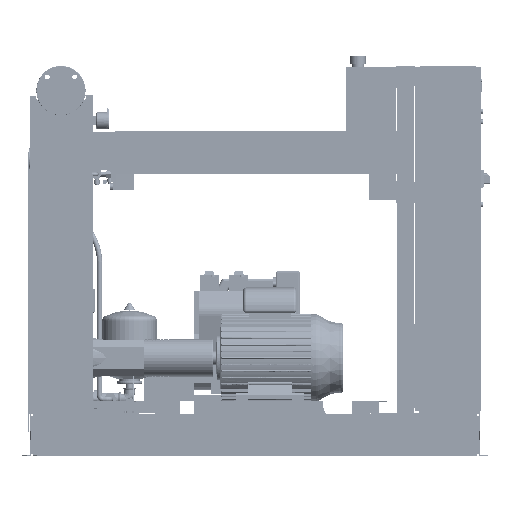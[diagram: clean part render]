
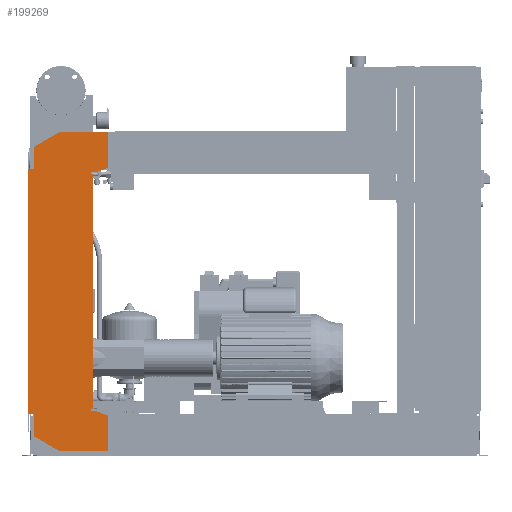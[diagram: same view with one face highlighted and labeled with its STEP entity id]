
A CAD part, front view. The second image highlights one B-rep face of the part: STEP entity #199269.
In plain terms, the highlighted free-form (B-spline) face has degree [1, 1] with [2, 2] control points.
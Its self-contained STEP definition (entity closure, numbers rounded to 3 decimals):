
#198754=CARTESIAN_POINT('',(-102.0,-565.5,1076.0));
#198755=VERTEX_POINT('',#198754);
#198762=CARTESIAN_POINT('',(-102.0,-565.5,1158.574));
#198763=VERTEX_POINT('',#198762);
#198764=CARTESIAN_POINT('',(-102.0,-565.5,1076.0));
#198765=DIRECTION('',(0.0,0.0,1.0));
#198766=VECTOR('',#198765,82.574);
#198767=LINE('',#198764,#198766);
#198768=EDGE_CURVE('',#198755,#198763,#198767,.T.);
#198786=CARTESIAN_POINT('',(-6.,-565.5,1214.0));
#198787=VERTEX_POINT('',#198786);
#198788=CARTESIAN_POINT('',(-102.0,-565.5,1158.574));
#198789=DIRECTION('',(0.866,0.0,0.5));
#198790=VECTOR('',#198789,110.851);
#198791=LINE('',#198788,#198790);
#198792=EDGE_CURVE('',#198763,#198787,#198791,.T.);
#198810=CARTESIAN_POINT('',(177.0,-565.5,1214.0));
#198811=VERTEX_POINT('',#198810);
#198812=CARTESIAN_POINT('',(-6.,-565.5,1214.0));
#198813=DIRECTION('',(1.0,0.0,0.0));
#198814=VECTOR('',#198813,183.0);
#198815=LINE('',#198812,#198814);
#198816=EDGE_CURVE('',#198787,#198811,#198815,.T.);
#198834=CARTESIAN_POINT('',(177.0,-565.5,1080.379));
#198835=VERTEX_POINT('',#198834);
#198836=CARTESIAN_POINT('',(177.0,-565.5,1214.0));
#198837=DIRECTION('',(0.0,0.0,-1.0));
#198838=VECTOR('',#198837,133.621);
#198839=LINE('',#198836,#198838);
#198840=EDGE_CURVE('',#198811,#198835,#198839,.T.);
#198858=CARTESIAN_POINT('',(132.,-565.5,1064.0));
#198859=VERTEX_POINT('',#198858);
#198860=CARTESIAN_POINT('',(177.0,-565.5,1080.379));
#198861=DIRECTION('',(-0.94,0.0,-0.342));
#198862=VECTOR('',#198861,47.888);
#198863=LINE('',#198860,#198862);
#198864=EDGE_CURVE('',#198835,#198859,#198863,.T.);
#198882=CARTESIAN_POINT('',(112.0,-565.5,1064.0));
#198883=VERTEX_POINT('',#198882);
#198884=CARTESIAN_POINT('',(132.,-565.5,1064.0));
#198885=DIRECTION('',(-1.0,0.0,0.0));
#198886=VECTOR('',#198885,20.);
#198887=LINE('',#198884,#198886);
#198888=EDGE_CURVE('',#198859,#198883,#198887,.T.);
#198906=CARTESIAN_POINT('',(112.0,-565.5,1056.0));
#198907=VERTEX_POINT('',#198906);
#198908=CARTESIAN_POINT('',(112.0,-565.5,1064.0));
#198909=DIRECTION('',(0.0,0.0,-1.0));
#198910=VECTOR('',#198909,8.0);
#198911=LINE('',#198908,#198910);
#198912=EDGE_CURVE('',#198883,#198907,#198911,.T.);
#198930=CARTESIAN_POINT('',(120.,-565.5,1056.0));
#198931=VERTEX_POINT('',#198930);
#198932=CARTESIAN_POINT('',(112.0,-565.5,1056.0));
#198933=DIRECTION('',(1.0,0.0,0.0));
#198934=VECTOR('',#198933,8.);
#198935=LINE('',#198932,#198934);
#198936=EDGE_CURVE('',#198907,#198931,#198935,.T.);
#198954=CARTESIAN_POINT('',(120.,-565.5,176.));
#198955=VERTEX_POINT('',#198954);
#198966=CARTESIAN_POINT('',(120.,-565.5,1056.0));
#198967=DIRECTION('',(0.0,0.0,-1.0));
#198968=VECTOR('',#198967,880.);
#198969=LINE('',#198966,#198968);
#198970=EDGE_CURVE('',#198931,#198955,#198969,.T.);
#198984=CARTESIAN_POINT('',(112.,-565.5,176.));
#198985=VERTEX_POINT('',#198984);
#198986=CARTESIAN_POINT('',(120.,-565.5,176.));
#198987=DIRECTION('',(-1.0,0.0,0.0));
#198988=VECTOR('',#198987,8.);
#198989=LINE('',#198986,#198988);
#198990=EDGE_CURVE('',#198955,#198985,#198989,.T.);
#199008=CARTESIAN_POINT('',(112.,-565.5,168.));
#199009=VERTEX_POINT('',#199008);
#199010=CARTESIAN_POINT('',(112.,-565.5,176.));
#199011=DIRECTION('',(0.0,0.0,-1.0));
#199012=VECTOR('',#199011,8.0);
#199013=LINE('',#199010,#199012);
#199014=EDGE_CURVE('',#198985,#199009,#199013,.T.);
#199032=CARTESIAN_POINT('',(132.,-565.5,168.));
#199033=VERTEX_POINT('',#199032);
#199034=CARTESIAN_POINT('',(112.,-565.5,168.));
#199035=DIRECTION('',(1.0,0.0,0.0));
#199036=VECTOR('',#199035,20.0);
#199037=LINE('',#199034,#199036);
#199038=EDGE_CURVE('',#199009,#199033,#199037,.T.);
#199056=CARTESIAN_POINT('',(177.,-565.5,151.621));
#199057=VERTEX_POINT('',#199056);
#199058=CARTESIAN_POINT('',(132.,-565.5,168.));
#199059=DIRECTION('',(0.94,0.0,-0.342));
#199060=VECTOR('',#199059,47.888);
#199061=LINE('',#199058,#199060);
#199062=EDGE_CURVE('',#199033,#199057,#199061,.T.);
#199080=CARTESIAN_POINT('',(177.,-565.5,18.0));
#199081=VERTEX_POINT('',#199080);
#199082=CARTESIAN_POINT('',(177.,-565.5,151.621));
#199083=DIRECTION('',(0.0,0.0,-1.0));
#199084=VECTOR('',#199083,133.621);
#199085=LINE('',#199082,#199084);
#199086=EDGE_CURVE('',#199057,#199081,#199085,.T.);
#199104=CARTESIAN_POINT('',(-4.,-565.5,18.0));
#199105=VERTEX_POINT('',#199104);
#199106=CARTESIAN_POINT('',(177.,-565.5,18.0));
#199107=DIRECTION('',(-1.0,0.0,0.0));
#199108=VECTOR('',#199107,181.);
#199109=LINE('',#199106,#199108);
#199110=EDGE_CURVE('',#199081,#199105,#199109,.T.);
#199128=CARTESIAN_POINT('',(-102.,-565.5,74.58));
#199129=VERTEX_POINT('',#199128);
#199130=CARTESIAN_POINT('',(-4.,-565.5,18.0));
#199131=DIRECTION('',(-0.866,0.0,0.5));
#199132=VECTOR('',#199131,113.161);
#199133=LINE('',#199130,#199132);
#199134=EDGE_CURVE('',#199105,#199129,#199133,.T.);
#199152=CARTESIAN_POINT('',(-102.,-565.5,156.0));
#199153=VERTEX_POINT('',#199152);
#199154=CARTESIAN_POINT('',(-102.,-565.5,74.58));
#199155=DIRECTION('',(0.0,0.0,1.0));
#199156=VECTOR('',#199155,81.42);
#199157=LINE('',#199154,#199156);
#199158=EDGE_CURVE('',#199129,#199153,#199157,.T.);
#199176=CARTESIAN_POINT('',(-122.,-565.5,156.0));
#199177=VERTEX_POINT('',#199176);
#199178=CARTESIAN_POINT('',(-102.,-565.5,156.0));
#199179=DIRECTION('',(-1.0,0.0,0.0));
#199180=VECTOR('',#199179,20.0);
#199181=LINE('',#199178,#199180);
#199182=EDGE_CURVE('',#199153,#199177,#199181,.T.);
#199200=CARTESIAN_POINT('',(-122.0,-565.5,1076.0));
#199201=VERTEX_POINT('',#199200);
#199214=CARTESIAN_POINT('',(-122.,-565.5,156.0));
#199215=DIRECTION('',(0.0,0.0,1.0));
#199216=VECTOR('',#199215,920.0);
#199217=LINE('',#199214,#199216);
#199218=EDGE_CURVE('',#199177,#199201,#199217,.T.);
#199232=CARTESIAN_POINT('',(-122.0,-565.5,1076.0));
#199233=DIRECTION('',(1.0,0.0,0.0));
#199234=VECTOR('',#199233,20.0);
#199235=LINE('',#199232,#199234);
#199236=EDGE_CURVE('',#199201,#198755,#199235,.T.);
#199242=CARTESIAN_POINT('',(-122.,-565.5,18.0));
#199243=CARTESIAN_POINT('',(177.0,-565.5,18.0));
#199244=CARTESIAN_POINT('',(-122.,-565.5,1214.0));
#199245=CARTESIAN_POINT('',(177.0,-565.5,1214.0));
#199246=B_SPLINE_SURFACE_WITH_KNOTS('',1,1,((#199242,#199244),(#199243,#199245)),.UNSPECIFIED.,.F.,.F.,.U.,(2,2),(2,2),(0.0,299.),(0.0,1196.0),.UNSPECIFIED.);
#199247=ORIENTED_EDGE('',*,*,#199236,.F.);
#199248=ORIENTED_EDGE('',*,*,#199218,.F.);
#199249=ORIENTED_EDGE('',*,*,#199182,.F.);
#199250=ORIENTED_EDGE('',*,*,#199158,.F.);
#199251=ORIENTED_EDGE('',*,*,#199134,.F.);
#199252=ORIENTED_EDGE('',*,*,#199110,.F.);
#199253=ORIENTED_EDGE('',*,*,#199086,.F.);
#199254=ORIENTED_EDGE('',*,*,#199062,.F.);
#199255=ORIENTED_EDGE('',*,*,#199038,.F.);
#199256=ORIENTED_EDGE('',*,*,#199014,.F.);
#199257=ORIENTED_EDGE('',*,*,#198990,.F.);
#199258=ORIENTED_EDGE('',*,*,#198970,.F.);
#199259=ORIENTED_EDGE('',*,*,#198936,.F.);
#199260=ORIENTED_EDGE('',*,*,#198912,.F.);
#199261=ORIENTED_EDGE('',*,*,#198888,.F.);
#199262=ORIENTED_EDGE('',*,*,#198864,.F.);
#199263=ORIENTED_EDGE('',*,*,#198840,.F.);
#199264=ORIENTED_EDGE('',*,*,#198816,.F.);
#199265=ORIENTED_EDGE('',*,*,#198792,.F.);
#199266=ORIENTED_EDGE('',*,*,#198768,.F.);
#199267=EDGE_LOOP('',(#199247,#199248,#199249,#199250,#199251,#199252,#199253,#199254,#199255,#199256,#199257,#199258,#199259,#199260,#199261,#199262,#199263,#199264,#199265,#199266));
#199268=FACE_OUTER_BOUND('',#199267,.T.);
#199269=ADVANCED_FACE('',(#199268),#199246,.T.);
